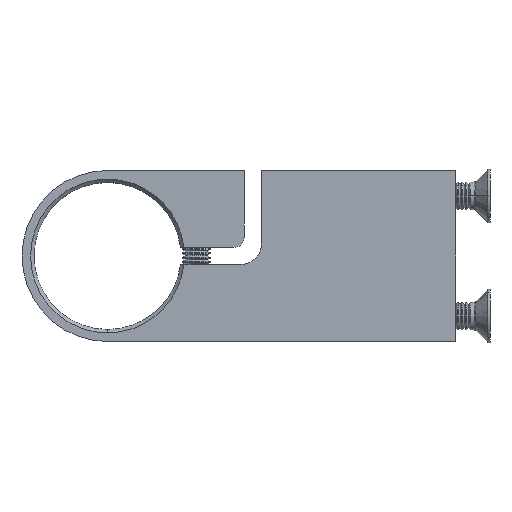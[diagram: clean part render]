
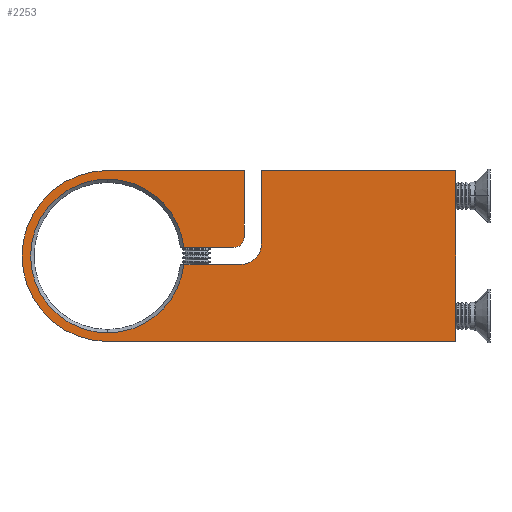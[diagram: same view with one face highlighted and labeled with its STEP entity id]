
A CAD part, left-side view. The second image highlights one B-rep face of the part: STEP entity #2253.
In plain terms, the highlighted planar face has unit normal (-1, 0, 0).
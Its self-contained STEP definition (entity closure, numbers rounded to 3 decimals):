
#15 = VERTEX_POINT ( 'NONE', #7130 ) ;
#44 = ORIENTED_EDGE ( 'NONE', *, *, #430, .T. ) ;
#93 = DIRECTION ( 'NONE',  ( 0., 0., -1. ) ) ;
#276 = VECTOR ( 'NONE', #1791, 1000. ) ;
#371 = AXIS2_PLACEMENT_3D ( 'NONE', #4665, #4638, #6118 ) ;
#375 = VECTOR ( 'NONE', #985, 1000. ) ;
#392 = VERTEX_POINT ( 'NONE', #6785 ) ;
#430 = EDGE_CURVE ( 'NONE', #8859, #6673, #3594, .T. ) ;
#772 = DIRECTION ( 'NONE',  ( 1., 0., 0. ) ) ;
#802 = DIRECTION ( 'NONE',  ( 0., 0., -1. ) ) ;
#831 = EDGE_LOOP ( 'NONE', ( #5909, #8972, #4856, #5777, #44, #1193, #5467, #1476, #1010, #5086, #4877, #3929, #7676, #6450 ) ) ;
#905 = CARTESIAN_POINT ( 'NONE',  ( -8., 0., 24.9 ) ) ;
#985 = DIRECTION ( 'NONE',  ( 0., 0., 1. ) ) ;
#1006 = DIRECTION ( 'NONE',  ( 0., 0., -1. ) ) ;
#1010 = ORIENTED_EDGE ( 'NONE', *, *, #9153, .F. ) ;
#1012 = CARTESIAN_POINT ( 'NONE',  ( -8., 101.4, 0. ) ) ;
#1169 = LINE ( 'NONE', #1414, #8292 ) ;
#1182 = DIRECTION ( 'NONE',  ( 0., 1., 0. ) ) ;
#1186 = EDGE_CURVE ( 'NONE', #5213, #3239, #4690, .T. ) ;
#1193 = ORIENTED_EDGE ( 'NONE', *, *, #7500, .T. ) ;
#1198 = CARTESIAN_POINT ( 'NONE',  ( -8., 0., -24.9 ) ) ;
#1256 = CARTESIAN_POINT ( 'NONE',  ( -8., 62.6, 3.5 ) ) ;
#1407 = LINE ( 'NONE', #8309, #7756 ) ;
#1414 = CARTESIAN_POINT ( 'NONE',  ( -8., 101.4, 24.9 ) ) ;
#1476 = ORIENTED_EDGE ( 'NONE', *, *, #3957, .F. ) ;
#1499 = DIRECTION ( 'NONE',  ( 0., -1., 0. ) ) ;
#1553 = EDGE_CURVE ( 'NONE', #392, #7219, #3680, .T. ) ;
#1595 = EDGE_CURVE ( 'NONE', #6670, #5356, #4003, .T. ) ;
#1764 = DIRECTION ( 'NONE',  ( 0., 0., -1. ) ) ;
#1785 = AXIS2_PLACEMENT_3D ( 'NONE', #1256, #5552, #2719 ) ;
#1791 = DIRECTION ( 'NONE',  ( 0., -1., 0. ) ) ;
#1823 = CARTESIAN_POINT ( 'NONE',  ( -8., 101.4, 24.9 ) ) ;
#1829 = DIRECTION ( 'NONE',  ( 0., 0., -1. ) ) ;
#1942 = LINE ( 'NONE', #4060, #8258 ) ;
#2219 = EDGE_CURVE ( 'NONE', #5356, #2401, #1407, .T. ) ;
#2224 = VERTEX_POINT ( 'NONE', #4643 ) ;
#2253 = ADVANCED_FACE ( 'NONE', ( #7530 ), #5374, .F. ) ;
#2401 = VERTEX_POINT ( 'NONE', #4152 ) ;
#2426 = CARTESIAN_POINT ( 'NONE',  ( -8., 61.6, 5.5 ) ) ;
#2488 = CARTESIAN_POINT ( 'NONE',  ( -8., 80.147, 2.5 ) ) ;
#2500 = CARTESIAN_POINT ( 'NONE',  ( -8., 101.4, 0. ) ) ;
#2540 = VECTOR ( 'NONE', #93, 1000. ) ;
#2582 = CARTESIAN_POINT ( 'NONE',  ( -8., 62.6, -2.5 ) ) ;
#2614 = VERTEX_POINT ( 'NONE', #6015 ) ;
#2719 = DIRECTION ( 'NONE',  ( 0., 0., -1. ) ) ;
#2799 = VERTEX_POINT ( 'NONE', #1823 ) ;
#2894 = CIRCLE ( 'NONE', #4691, 22.4 ) ;
#3132 = CARTESIAN_POINT ( 'NONE',  ( -8., 101.4, 0. ) ) ;
#3239 = VERTEX_POINT ( 'NONE', #3292 ) ;
#3275 = EDGE_CURVE ( 'NONE', #2224, #3704, #1942, .T. ) ;
#3292 = CARTESIAN_POINT ( 'NONE',  ( -8., 61.6, 24.9 ) ) ;
#3594 = LINE ( 'NONE', #2488, #276 ) ;
#3680 = CIRCLE ( 'NONE', #7262, 22.4 ) ;
#3704 = VERTEX_POINT ( 'NONE', #7498 ) ;
#3929 = ORIENTED_EDGE ( 'NONE', *, *, #4180, .F. ) ;
#3957 = EDGE_CURVE ( 'NONE', #2799, #3239, #1169, .T. ) ;
#4003 = LINE ( 'NONE', #905, #2540 ) ;
#4060 = CARTESIAN_POINT ( 'NONE',  ( -8., 56.6, 24.9 ) ) ;
#4152 = CARTESIAN_POINT ( 'NONE',  ( -8., 101.4, -24.9 ) ) ;
#4180 = EDGE_CURVE ( 'NONE', #2224, #6670, #8640, .T. ) ;
#4638 = DIRECTION ( 'NONE',  ( -1., 0., 0. ) ) ;
#4643 = CARTESIAN_POINT ( 'NONE',  ( -8., 56.6, 24.9 ) ) ;
#4665 = CARTESIAN_POINT ( 'NONE',  ( -8., 64.6, 5.5 ) ) ;
#4676 = DIRECTION ( 'NONE',  ( 0., 0., -1. ) ) ;
#4690 = LINE ( 'NONE', #2426, #375 ) ;
#4691 = AXIS2_PLACEMENT_3D ( 'NONE', #3132, #7565, #1764 ) ;
#4705 = AXIS2_PLACEMENT_3D ( 'NONE', #2500, #9044, #1829 ) ;
#4709 = DIRECTION ( 'NONE',  ( 0., 1., 0. ) ) ;
#4856 = ORIENTED_EDGE ( 'NONE', *, *, #8079, .T. ) ;
#4877 = ORIENTED_EDGE ( 'NONE', *, *, #1595, .F. ) ;
#5086 = ORIENTED_EDGE ( 'NONE', *, *, #2219, .F. ) ;
#5213 = VERTEX_POINT ( 'NONE', #8344 ) ;
#5238 = VECTOR ( 'NONE', #1499, 1000. ) ;
#5356 = VERTEX_POINT ( 'NONE', #1198 ) ;
#5374 = PLANE ( 'NONE',  #4705 ) ;
#5379 = CIRCLE ( 'NONE', #6089, 24.9 ) ;
#5467 = ORIENTED_EDGE ( 'NONE', *, *, #1186, .T. ) ;
#5552 = DIRECTION ( 'NONE',  ( 1., 0., 0. ) ) ;
#5777 = ORIENTED_EDGE ( 'NONE', *, *, #6000, .T. ) ;
#5779 = CARTESIAN_POINT ( 'NONE',  ( -8., 0., 24.9 ) ) ;
#5909 = ORIENTED_EDGE ( 'NONE', *, *, #6136, .T. ) ;
#5981 = DIRECTION ( 'NONE',  ( 0., 0., -1. ) ) ;
#6000 = EDGE_CURVE ( 'NONE', #2614, #8859, #6401, .T. ) ;
#6015 = CARTESIAN_POINT ( 'NONE',  ( -8., 101.4, 22.4 ) ) ;
#6035 = CARTESIAN_POINT ( 'NONE',  ( -8., 101.4, 0. ) ) ;
#6089 = AXIS2_PLACEMENT_3D ( 'NONE', #7927, #772, #802 ) ;
#6118 = DIRECTION ( 'NONE',  ( 0., 0., 1. ) ) ;
#6136 = EDGE_CURVE ( 'NONE', #15, #392, #6163, .T. ) ;
#6163 = LINE ( 'NONE', #2582, #8994 ) ;
#6401 = CIRCLE ( 'NONE', #9207, 22.4 ) ;
#6450 = ORIENTED_EDGE ( 'NONE', *, *, #8332, .T. ) ;
#6465 = CARTESIAN_POINT ( 'NONE',  ( -8., 64.6, 2.5 ) ) ;
#6670 = VERTEX_POINT ( 'NONE', #5779 ) ;
#6673 = VERTEX_POINT ( 'NONE', #6465 ) ;
#6685 = DIRECTION ( 'NONE',  ( 1., 0., 0. ) ) ;
#6785 = CARTESIAN_POINT ( 'NONE',  ( -8., 79.14, -2.5 ) ) ;
#6808 = DIRECTION ( 'NONE',  ( 1., 0., 0. ) ) ;
#7107 = CARTESIAN_POINT ( 'NONE',  ( -8., 101.4, -22.4 ) ) ;
#7130 = CARTESIAN_POINT ( 'NONE',  ( -8., 62.6, -2.5 ) ) ;
#7219 = VERTEX_POINT ( 'NONE', #7107 ) ;
#7222 = DIRECTION ( 'NONE',  ( 0., -1., 0. ) ) ;
#7262 = AXIS2_PLACEMENT_3D ( 'NONE', #6035, #6685, #1006 ) ;
#7398 = CIRCLE ( 'NONE', #371, 3. ) ;
#7498 = CARTESIAN_POINT ( 'NONE',  ( -8., 56.6, 3.5 ) ) ;
#7500 = EDGE_CURVE ( 'NONE', #6673, #5213, #7398, .T. ) ;
#7530 = FACE_OUTER_BOUND ( 'NONE', #831, .T. ) ;
#7565 = DIRECTION ( 'NONE',  ( 1., 0., 0. ) ) ;
#7672 = CARTESIAN_POINT ( 'NONE',  ( -8., 79.14, 2.5 ) ) ;
#7676 = ORIENTED_EDGE ( 'NONE', *, *, #3275, .T. ) ;
#7756 = VECTOR ( 'NONE', #4709, 1000. ) ;
#7927 = CARTESIAN_POINT ( 'NONE',  ( -8., 101.4, 0. ) ) ;
#8079 = EDGE_CURVE ( 'NONE', #7219, #2614, #2894, .T. ) ;
#8130 = CARTESIAN_POINT ( 'NONE',  ( -8., 101.4, 24.9 ) ) ;
#8258 = VECTOR ( 'NONE', #4676, 1000. ) ;
#8292 = VECTOR ( 'NONE', #7222, 1000. ) ;
#8309 = CARTESIAN_POINT ( 'NONE',  ( -8., 0., -24.9 ) ) ;
#8332 = EDGE_CURVE ( 'NONE', #3704, #15, #9341, .T. ) ;
#8344 = CARTESIAN_POINT ( 'NONE',  ( -8., 61.6, 5.5 ) ) ;
#8640 = LINE ( 'NONE', #8130, #5238 ) ;
#8859 = VERTEX_POINT ( 'NONE', #7672 ) ;
#8972 = ORIENTED_EDGE ( 'NONE', *, *, #1553, .T. ) ;
#8994 = VECTOR ( 'NONE', #1182, 1000. ) ;
#9044 = DIRECTION ( 'NONE',  ( 1., 0., 0. ) ) ;
#9153 = EDGE_CURVE ( 'NONE', #2401, #2799, #5379, .T. ) ;
#9207 = AXIS2_PLACEMENT_3D ( 'NONE', #1012, #6808, #5981 ) ;
#9341 = CIRCLE ( 'NONE', #1785, 6. ) ;
